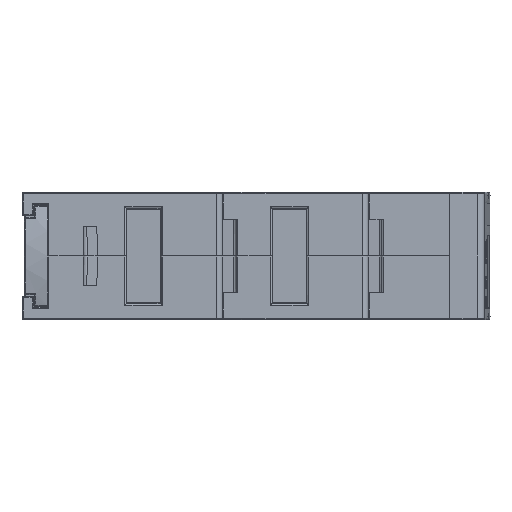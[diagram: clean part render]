
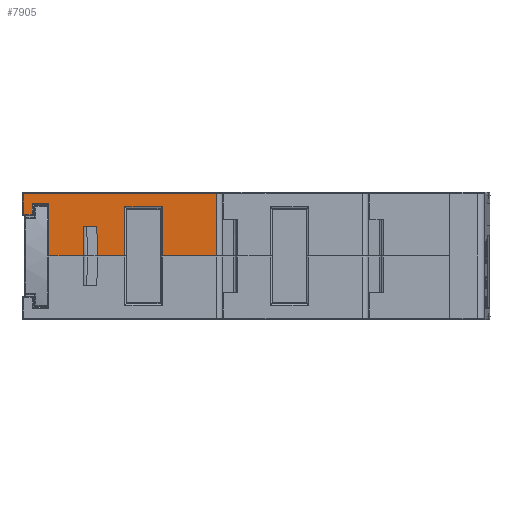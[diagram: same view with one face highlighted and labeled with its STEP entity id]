
A CAD part, front view. The second image highlights one B-rep face of the part: STEP entity #7905.
In plain terms, the highlighted planar face has unit normal (0, -1, 0).
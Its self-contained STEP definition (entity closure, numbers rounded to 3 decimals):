
#176 = VERTEX_POINT ( 'NONE', #28259 ) ;
#280 = DIRECTION ( 'NONE',  ( 0., 0., -1. ) ) ;
#1013 = EDGE_CURVE ( 'NONE', #73014, #5199, #4109, .T. ) ;
#1312 = VERTEX_POINT ( 'NONE', #95603 ) ;
#2267 = EDGE_CURVE ( 'NONE', #50382, #94485, #3647, .T. ) ;
#3647 = LINE ( 'NONE', #76044, #24252 ) ;
#3726 = ORIENTED_EDGE ( 'NONE', *, *, #36069, .T. ) ;
#4109 = LINE ( 'NONE', #81566, #6501 ) ;
#4756 = CARTESIAN_POINT ( 'NONE',  ( 14.156, -58.236, 6.475 ) ) ;
#4960 = DIRECTION ( 'NONE',  ( 0., 1., 0. ) ) ;
#5199 = VERTEX_POINT ( 'NONE', #78386 ) ;
#5602 = PLANE ( 'NONE',  #61043 ) ;
#5614 = LINE ( 'NONE', #32938, #85791 ) ;
#6501 = VECTOR ( 'NONE', #11932, 1000. ) ;
#6681 = VERTEX_POINT ( 'NONE', #76267 ) ;
#7905 = ADVANCED_FACE ( 'NONE', ( #65582 ), #5602, .F. ) ;
#8158 = ORIENTED_EDGE ( 'NONE', *, *, #50812, .T. ) ;
#8874 = EDGE_CURVE ( 'NONE', #71820, #6681, #19068, .T. ) ;
#9324 = VERTEX_POINT ( 'NONE', #25731 ) ;
#11134 = ORIENTED_EDGE ( 'NONE', *, *, #74598, .T. ) ;
#11932 = DIRECTION ( 'NONE',  ( 0., 0., -1. ) ) ;
#14012 = CARTESIAN_POINT ( 'NONE',  ( 11.856, -58.236, 4.975 ) ) ;
#15451 = CARTESIAN_POINT ( 'NONE',  ( 29.739, -58.236, 6.008 ) ) ;
#15486 = EDGE_CURVE ( 'NONE', #94485, #61607, #61242, .T. ) ;
#15995 = ORIENTED_EDGE ( 'NONE', *, *, #15486, .T. ) ;
#18643 = VERTEX_POINT ( 'NONE', #61897 ) ;
#19068 = LINE ( 'NONE', #41418, #20342 ) ;
#19224 = DIRECTION ( 'NONE',  ( 1., 0., 0. ) ) ;
#19598 = CARTESIAN_POINT ( 'NONE',  ( 20.698, -58.236, 7.874 ) ) ;
#20061 = DIRECTION ( 'NONE',  ( -0.009, 0., -1. ) ) ;
#20342 = VECTOR ( 'NONE', #40752, 1000. ) ;
#21133 = VECTOR ( 'NONE', #20061, 1000. ) ;
#21711 = VERTEX_POINT ( 'NONE', #76906 ) ;
#23438 = CARTESIAN_POINT ( 'NONE',  ( 37.956, -58.236, 6.008 ) ) ;
#24252 = VECTOR ( 'NONE', #52932, 1000. ) ;
#24426 = LINE ( 'NONE', #47399, #59716 ) ;
#25731 = CARTESIAN_POINT ( 'NONE',  ( 10.656, -58.236, 7.825 ) ) ;
#27677 = EDGE_CURVE ( 'NONE', #5199, #18643, #77671, .T. ) ;
#28259 = CARTESIAN_POINT ( 'NONE',  ( 20.773, -58.236, -0.725 ) ) ;
#28991 = CARTESIAN_POINT ( 'NONE',  ( 11.856, -58.236, 6.475 ) ) ;
#29817 = CARTESIAN_POINT ( 'NONE',  ( 37.156, -58.236, 7.825 ) ) ;
#30847 = EDGE_CURVE ( 'NONE', #55417, #50382, #5614, .T. ) ;
#30899 = DIRECTION ( 'NONE',  ( 1., 0., 0. ) ) ;
#30981 = CARTESIAN_POINT ( 'NONE',  ( 37.956, -58.236, 7.825 ) ) ;
#31826 = CARTESIAN_POINT ( 'NONE',  ( 14.156, -58.236, -0.725 ) ) ;
#32126 = ORIENTED_EDGE ( 'NONE', *, *, #37458, .T. ) ;
#32295 = ORIENTED_EDGE ( 'NONE', *, *, #1013, .T. ) ;
#32938 = CARTESIAN_POINT ( 'NONE',  ( 37.956, -58.236, 4.975 ) ) ;
#33810 = ORIENTED_EDGE ( 'NONE', *, *, #54355, .F. ) ;
#34894 = VECTOR ( 'NONE', #97077, 1000. ) ;
#34996 = CARTESIAN_POINT ( 'NONE',  ( 24.572, -58.236, 8.025 ) ) ;
#36069 = EDGE_CURVE ( 'NONE', #21711, #73014, #48358, .T. ) ;
#36176 = VECTOR ( 'NONE', #45314, 1000. ) ;
#37458 = EDGE_CURVE ( 'NONE', #79607, #21711, #44121, .T. ) ;
#37583 = EDGE_CURVE ( 'NONE', #176, #79607, #65968, .T. ) ;
#38133 = EDGE_LOOP ( 'NONE', ( #45543, #11134, #57548, #8158, #54819, #87038, #15995, #64526, #58006, #90739, #88921, #33810, #59912, #32126, #3726, #32295 ) ) ;
#38716 = DIRECTION ( 'NONE',  ( -1., 0., 0. ) ) ;
#40678 = DIRECTION ( 'NONE',  ( 1., 0., 0. ) ) ;
#40752 = DIRECTION ( 'NONE',  ( -1., 0., 0. ) ) ;
#41036 = LINE ( 'NONE', #76279, #36176 ) ;
#41418 = CARTESIAN_POINT ( 'NONE',  ( 37.956, -58.236, 3.275 ) ) ;
#43828 = DIRECTION ( 'NONE',  ( 1., 0., 0. ) ) ;
#44121 = LINE ( 'NONE', #34996, #55068 ) ;
#45314 = DIRECTION ( 'NONE',  ( 0., 0., 1. ) ) ;
#45543 = ORIENTED_EDGE ( 'NONE', *, *, #27677, .T. ) ;
#46346 = CARTESIAN_POINT ( 'NONE',  ( 10.656, -58.236, 4.975 ) ) ;
#46485 = CARTESIAN_POINT ( 'NONE',  ( 37.956, -58.236, -0.725 ) ) ;
#46544 = VECTOR ( 'NONE', #43828, 1000. ) ;
#47399 = CARTESIAN_POINT ( 'NONE',  ( 14.156, -58.236, 8.025 ) ) ;
#48358 = LINE ( 'NONE', #23438, #100618 ) ;
#48545 = EDGE_CURVE ( 'NONE', #79941, #1312, #51877, .T. ) ;
#49003 = EDGE_CURVE ( 'NONE', #88851, #9324, #61297, .T. ) ;
#50382 = VERTEX_POINT ( 'NONE', #14012 ) ;
#50812 = EDGE_CURVE ( 'NONE', #9324, #55417, #63219, .T. ) ;
#51877 = LINE ( 'NONE', #84138, #100508 ) ;
#52932 = DIRECTION ( 'NONE',  ( 0., 0., 1. ) ) ;
#54355 = EDGE_CURVE ( 'NONE', #176, #71820, #55593, .T. ) ;
#54819 = ORIENTED_EDGE ( 'NONE', *, *, #30847, .T. ) ;
#55068 = VECTOR ( 'NONE', #88036, 1000. ) ;
#55417 = VERTEX_POINT ( 'NONE', #46346 ) ;
#55593 = LINE ( 'NONE', #19598, #34894 ) ;
#57548 = ORIENTED_EDGE ( 'NONE', *, *, #49003, .T. ) ;
#58006 = ORIENTED_EDGE ( 'NONE', *, *, #48545, .T. ) ;
#59137 = CARTESIAN_POINT ( 'NONE',  ( 37.956, -58.236, -0.725 ) ) ;
#59716 = VECTOR ( 'NONE', #63392, 1000. ) ;
#59912 = ORIENTED_EDGE ( 'NONE', *, *, #37583, .T. ) ;
#60762 = VECTOR ( 'NONE', #280, 1000. ) ;
#61043 = AXIS2_PLACEMENT_3D ( 'NONE', #90783, #4960, #75508 ) ;
#61242 = LINE ( 'NONE', #65749, #79506 ) ;
#61297 = LINE ( 'NONE', #30981, #89309 ) ;
#61607 = VERTEX_POINT ( 'NONE', #4756 ) ;
#61897 = CARTESIAN_POINT ( 'NONE',  ( 37.156, -58.236, -0.725 ) ) ;
#63010 = CARTESIAN_POINT ( 'NONE',  ( 10.656, -58.236, 8.025 ) ) ;
#63153 = VECTOR ( 'NONE', #84903, 1000. ) ;
#63219 = LINE ( 'NONE', #63010, #60762 ) ;
#63392 = DIRECTION ( 'NONE',  ( 0., 0., -1. ) ) ;
#64361 = EDGE_CURVE ( 'NONE', #61607, #79941, #24426, .T. ) ;
#64526 = ORIENTED_EDGE ( 'NONE', *, *, #64361, .T. ) ;
#65582 = FACE_OUTER_BOUND ( 'NONE', #38133, .T. ) ;
#65749 = CARTESIAN_POINT ( 'NONE',  ( 37.956, -58.236, 6.475 ) ) ;
#65968 = LINE ( 'NONE', #59137, #46544 ) ;
#66527 = CARTESIAN_POINT ( 'NONE',  ( 24.572, -58.236, -0.725 ) ) ;
#66854 = EDGE_CURVE ( 'NONE', #6681, #1312, #85728, .T. ) ;
#71820 = VERTEX_POINT ( 'NONE', #88231 ) ;
#73014 = VERTEX_POINT ( 'NONE', #15451 ) ;
#74598 = EDGE_CURVE ( 'NONE', #18643, #88851, #41036, .T. ) ;
#75508 = DIRECTION ( 'NONE',  ( -1., 0., 0. ) ) ;
#76044 = CARTESIAN_POINT ( 'NONE',  ( 11.856, -58.236, 8.025 ) ) ;
#76267 = CARTESIAN_POINT ( 'NONE',  ( 18.873, -58.236, 3.275 ) ) ;
#76279 = CARTESIAN_POINT ( 'NONE',  ( 37.156, -58.236, 8.025 ) ) ;
#76906 = CARTESIAN_POINT ( 'NONE',  ( 24.572, -58.236, 6.008 ) ) ;
#77671 = LINE ( 'NONE', #46485, #63153 ) ;
#78386 = CARTESIAN_POINT ( 'NONE',  ( 29.739, -58.236, -0.725 ) ) ;
#79506 = VECTOR ( 'NONE', #19224, 1000. ) ;
#79607 = VERTEX_POINT ( 'NONE', #66527 ) ;
#79941 = VERTEX_POINT ( 'NONE', #31826 ) ;
#81566 = CARTESIAN_POINT ( 'NONE',  ( 29.739, -58.236, 8.025 ) ) ;
#84138 = CARTESIAN_POINT ( 'NONE',  ( 37.956, -58.236, -0.725 ) ) ;
#84903 = DIRECTION ( 'NONE',  ( 1., 0., 0. ) ) ;
#85728 = LINE ( 'NONE', #95216, #21133 ) ;
#85791 = VECTOR ( 'NONE', #40678, 1000. ) ;
#87038 = ORIENTED_EDGE ( 'NONE', *, *, #2267, .T. ) ;
#88036 = DIRECTION ( 'NONE',  ( 0., 0., 1. ) ) ;
#88231 = CARTESIAN_POINT ( 'NONE',  ( 20.738, -58.236, 3.275 ) ) ;
#88851 = VERTEX_POINT ( 'NONE', #29817 ) ;
#88921 = ORIENTED_EDGE ( 'NONE', *, *, #8874, .F. ) ;
#89309 = VECTOR ( 'NONE', #38716, 1000. ) ;
#90739 = ORIENTED_EDGE ( 'NONE', *, *, #66854, .F. ) ;
#90783 = CARTESIAN_POINT ( 'NONE',  ( 37.956, -58.236, 8.025 ) ) ;
#92589 = DIRECTION ( 'NONE',  ( 1., 0., 0. ) ) ;
#94485 = VERTEX_POINT ( 'NONE', #28991 ) ;
#95216 = CARTESIAN_POINT ( 'NONE',  ( 18.916, -58.236, 8.191 ) ) ;
#95603 = CARTESIAN_POINT ( 'NONE',  ( 18.838, -58.236, -0.725 ) ) ;
#97077 = DIRECTION ( 'NONE',  ( -0.009, 0., 1. ) ) ;
#100508 = VECTOR ( 'NONE', #92589, 1000. ) ;
#100618 = VECTOR ( 'NONE', #30899, 1000. ) ;
